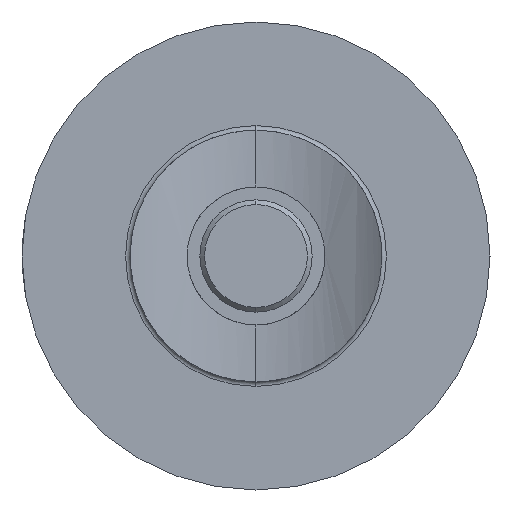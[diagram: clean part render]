
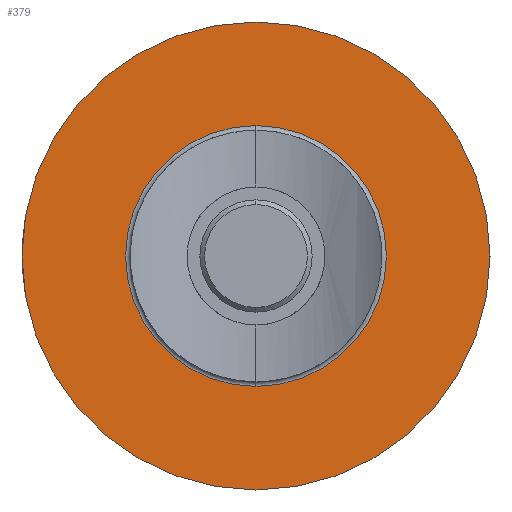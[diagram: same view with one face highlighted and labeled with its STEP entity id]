
A CAD part, left-side view. The second image highlights one B-rep face of the part: STEP entity #379.
In plain terms, the highlighted planar face has unit normal (-1, 0, 0).
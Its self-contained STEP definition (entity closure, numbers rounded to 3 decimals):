
#23 = CARTESIAN_POINT ( 'NONE',  ( -5.728, 0., -13.933 ) ) ;
#32 = CARTESIAN_POINT ( 'NONE',  ( -5.728, 0., -25. ) ) ;
#60 = VERTEX_POINT ( 'NONE', #475 ) ;
#69 = EDGE_CURVE ( 'NONE', #60, #1501, #141, .T. ) ;
#85 = PLANE ( 'NONE',  #1137 ) ;
#141 = CIRCLE ( 'NONE', #270, 13.933 ) ;
#146 = DIRECTION ( 'NONE',  ( 0., 0., 1. ) ) ;
#210 = ORIENTED_EDGE ( 'NONE', *, *, #1553, .T. ) ;
#249 = CARTESIAN_POINT ( 'NONE',  ( -5.728, 0., 0. ) ) ;
#270 = AXIS2_PLACEMENT_3D ( 'NONE', #633, #1250, #930 ) ;
#298 = CARTESIAN_POINT ( 'NONE',  ( -5.728, 0., 0. ) ) ;
#379 = ADVANCED_FACE ( 'NONE', ( #1776, #1467 ), #85, .F. ) ;
#475 = CARTESIAN_POINT ( 'NONE',  ( -5.728, 0., 13.933 ) ) ;
#522 = EDGE_CURVE ( 'NONE', #1922, #1605, #1565, .T. ) ;
#547 = CIRCLE ( 'NONE', #905, 25. ) ;
#558 = CARTESIAN_POINT ( 'NONE',  ( -5.728, 0., 25. ) ) ;
#633 = CARTESIAN_POINT ( 'NONE',  ( -5.728, 0., 0. ) ) ;
#692 = AXIS2_PLACEMENT_3D ( 'NONE', #298, #908, #146 ) ;
#882 = DIRECTION ( 'NONE',  ( -1., 0., 0. ) ) ;
#905 = AXIS2_PLACEMENT_3D ( 'NONE', #249, #882, #1960 ) ;
#908 = DIRECTION ( 'NONE',  ( -1., 0., 0. ) ) ;
#930 = DIRECTION ( 'NONE',  ( 0., 0., -1. ) ) ;
#955 = EDGE_LOOP ( 'NONE', ( #210, #1497 ) ) ;
#1019 = DIRECTION ( 'NONE',  ( 1., 0., 0. ) ) ;
#1134 = DIRECTION ( 'NONE',  ( 1., 0., 0. ) ) ;
#1137 = AXIS2_PLACEMENT_3D ( 'NONE', #1323, #1019, #1476 ) ;
#1199 = EDGE_LOOP ( 'NONE', ( #1878, #1651 ) ) ;
#1201 = CIRCLE ( 'NONE', #1786, 13.933 ) ;
#1250 = DIRECTION ( 'NONE',  ( 1., 0., 0. ) ) ;
#1319 = EDGE_CURVE ( 'NONE', #1605, #1922, #547, .T. ) ;
#1323 = CARTESIAN_POINT ( 'NONE',  ( -5.728, 13.433, 0. ) ) ;
#1422 = CARTESIAN_POINT ( 'NONE',  ( -5.728, 0., 0. ) ) ;
#1437 = DIRECTION ( 'NONE',  ( 0., 0., -1. ) ) ;
#1467 = FACE_OUTER_BOUND ( 'NONE', #1199, .T. ) ;
#1476 = DIRECTION ( 'NONE',  ( 0., 0., -1. ) ) ;
#1497 = ORIENTED_EDGE ( 'NONE', *, *, #69, .T. ) ;
#1501 = VERTEX_POINT ( 'NONE', #23 ) ;
#1553 = EDGE_CURVE ( 'NONE', #1501, #60, #1201, .T. ) ;
#1565 = CIRCLE ( 'NONE', #692, 25. ) ;
#1605 = VERTEX_POINT ( 'NONE', #32 ) ;
#1651 = ORIENTED_EDGE ( 'NONE', *, *, #1319, .T. ) ;
#1776 = FACE_BOUND ( 'NONE', #955, .T. ) ;
#1786 = AXIS2_PLACEMENT_3D ( 'NONE', #1422, #1134, #1437 ) ;
#1878 = ORIENTED_EDGE ( 'NONE', *, *, #522, .T. ) ;
#1922 = VERTEX_POINT ( 'NONE', #558 ) ;
#1960 = DIRECTION ( 'NONE',  ( 0., 0., 1. ) ) ;
